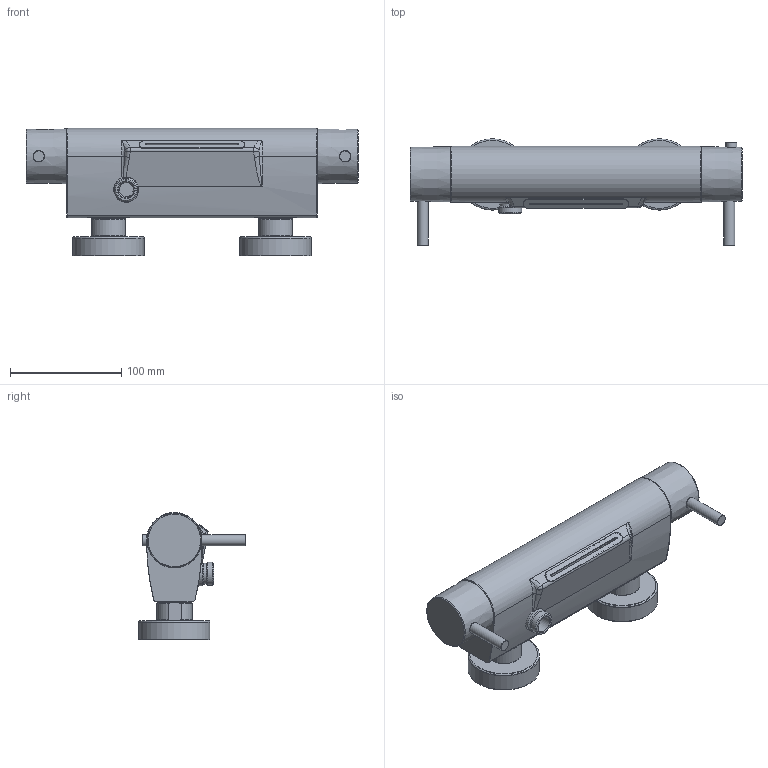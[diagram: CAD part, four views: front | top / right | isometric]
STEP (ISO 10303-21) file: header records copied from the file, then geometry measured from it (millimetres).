
FILE_DESCRIPTION(/* description */ ('AdapterTestApp'),/* implementation_level */ '2;1');
FILE_NAME(/* name */ 'Buddy 021',/* time_stamp */ '2015-03-04T10:34:42+01:00',/* author */ ('AdapterTestApp'),/* organization */ ('Siemens PLM Software'),/* preprocessor_version */ 'ST-DEVELOPER v15.6',/* originating_system */ 'DEX',/* authorisation */ $);
FILE_SCHEMA (('AUTOMOTIVE_DESIGN {1 0 10303 214 3 1 1}'));
Length unit declared in the file: millimetre
Products named in the file (16): B021; corpo vasca cascata_J4010015; gruppo man 49_1101D637; astina_83010275; man cilindrica Ã˜50 zama_1101D065; astina_11010585; gruppo man 49_1101D638 _H con inserto chiusura_; man cilindrica Ã˜50 zama_1101D075; Gruppo_raccordo_uscita_11010671_0; raccordi_uscita_11010155_0; gruppo portavalvola_98000641_0; sedi_93000055_0; calotte_91010195_0; inserto vasca cascata_J4010025; gruppo rosone_1101965 nuovo basso_0; rosoni_11010395 Nuovo basso_0
Assembly tree (19 placements, depth 3):
  B021
    corpo vasca cascata_J4010015
    gruppo man 49_1101D637
      astina_83010275
      man cilindrica Ã˜50 zama_1101D065
    astina_11010585  x2
    gruppo man 49_1101D638 _H con inserto chiusura_
      man cilindrica Ã˜50 zama_1101D075
    Gruppo_raccordo_uscita_11010671_0
      raccordi_uscita_11010155_0
    gruppo portavalvola_98000641_0  x2
      sedi_93000055_0
    calotte_91010195_0  x2
    inserto vasca cascata_J4010025
    gruppo rosone_1101965 nuovo basso_0  x2
      rosoni_11010395 Nuovo basso_0
Bounding box: 297.94 x 95.7 x 114.05 mm (x, y, z)
Volume: 360398.7 mm3; surface area: 222700.7 mm2
Topology: 14 solids, 14 shells, 1335 faces, 3144 edges, 1816 vertices
Faces by surface type: cylinder 420, plane 324, bspline 245, torus 162, sphere 111, cone 73
Full cylindrical faces by diameter (mm): 2.459 x1, 2.75 x1, 3 x2, 3.2 x1, 3.25 x1, 3.5 x2, 4.13 x1, 4.134 x1, 4.2 x2, 4.5 x1, 5.2 x2, 5.5 x2, 6 x4, 7 x1, 7.5 x1, 10 x4, 10.2 x3, 15.05 x5, 15.2 x1, 15.8 x2, 17.7 x2, 18 x1, 18.05 x2, 18.5 x1, 18.7 x3, 19.2 x2, 20 x3, 20.5 x1, 21 x3, 21.7 x2
Entity records: 48048 total; most frequent: CARTESIAN_POINT 21971, ORIENTED_EDGE 5390, DIRECTION 5167, EDGE_CURVE 2695, AXIS2_PLACEMENT_3D 2209, VERTEX_POINT 1644, FACE_BOUND 1467, EDGE_LOOP 1461
